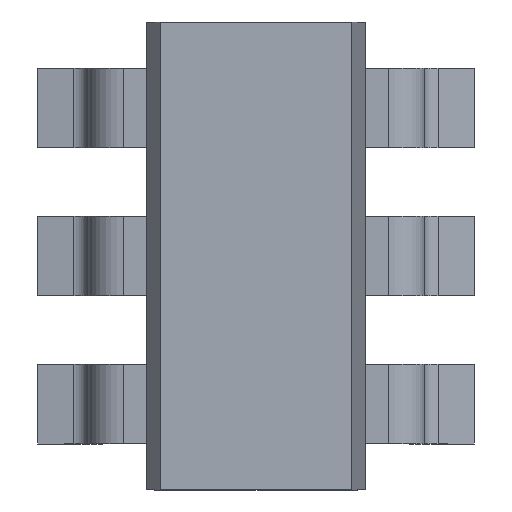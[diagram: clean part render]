
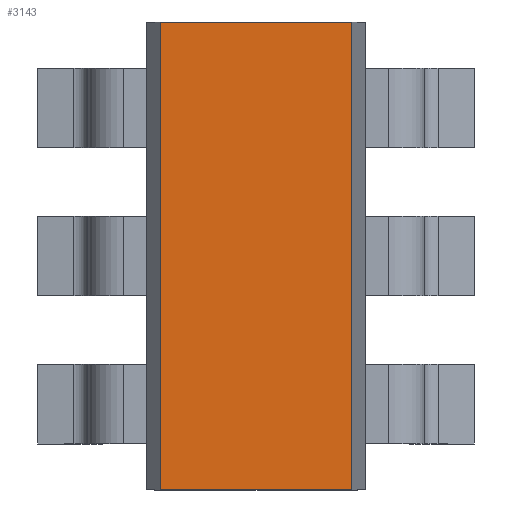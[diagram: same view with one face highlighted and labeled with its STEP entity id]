
A CAD part, top view. The second image highlights one B-rep face of the part: STEP entity #3143.
In plain terms, the highlighted planar face has unit normal (0, 0, 1).
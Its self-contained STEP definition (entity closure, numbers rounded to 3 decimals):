
#2871=CARTESIAN_POINT('',(-0.615,-1.5,1.1));
#2872=VERTEX_POINT('',#2871);
#2879=CARTESIAN_POINT('',(-0.615,1.5,1.1));
#2880=VERTEX_POINT('',#2879);
#2881=CARTESIAN_POINT('',(-0.615,1.5,1.1));
#2882=DIRECTION('',(0.0,-1.0,0.0));
#2883=VECTOR('',#2882,3.0);
#2884=LINE('',#2881,#2883);
#2885=EDGE_CURVE('',#2880,#2872,#2884,.T.);
#2926=CARTESIAN_POINT('',(0.615,1.5,1.1));
#2927=VERTEX_POINT('',#2926);
#2928=CARTESIAN_POINT('',(0.615,1.5,1.1));
#2929=DIRECTION('',(-1.0,0.0,0.0));
#2930=VECTOR('',#2929,1.23);
#2931=LINE('',#2928,#2930);
#2932=EDGE_CURVE('',#2927,#2880,#2931,.T.);
#2972=CARTESIAN_POINT('',(0.615,-1.5,1.1));
#2973=VERTEX_POINT('',#2972);
#2989=CARTESIAN_POINT('',(0.615,-1.5,1.1));
#2990=DIRECTION('',(0.0,1.0,0.0));
#2991=VECTOR('',#2990,3.0);
#2992=LINE('',#2989,#2991);
#2993=EDGE_CURVE('',#2927,#2973,#2992,.F.);
#3042=CARTESIAN_POINT('',(-0.615,-1.5,1.1));
#3043=DIRECTION('',(1.0,0.0,0.0));
#3044=VECTOR('',#3043,1.23);
#3045=LINE('',#3042,#3044);
#3046=EDGE_CURVE('',#2872,#2973,#3045,.T.);
#3132=CARTESIAN_POINT('',(-0.615,1.5,1.1));
#3133=DIRECTION('',(0.0,0.0,1.0));
#3134=DIRECTION('',(-1.0,0.0,0.0));
#3135=AXIS2_PLACEMENT_3D('',#3132,#3133,#3134);
#3136=PLANE('',#3135);
#3137=ORIENTED_EDGE('',*,*,#3046,.T.);
#3138=ORIENTED_EDGE('',*,*,#2993,.F.);
#3139=ORIENTED_EDGE('',*,*,#2932,.T.);
#3140=ORIENTED_EDGE('',*,*,#2885,.T.);
#3141=EDGE_LOOP('',(#3137,#3138,#3139,#3140));
#3142=FACE_OUTER_BOUND('',#3141,.T.);
#3143=ADVANCED_FACE('',(#3142),#3136,.T.);
